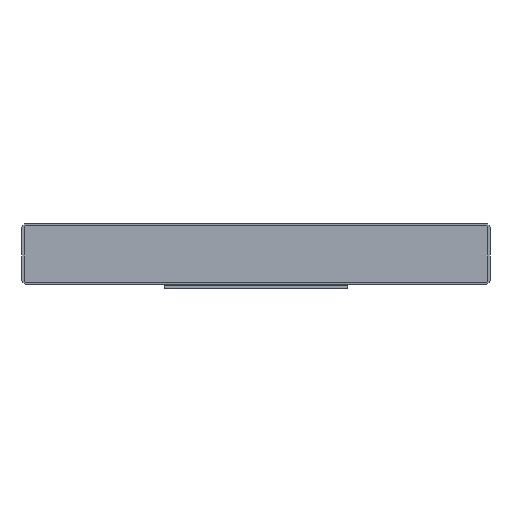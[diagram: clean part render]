
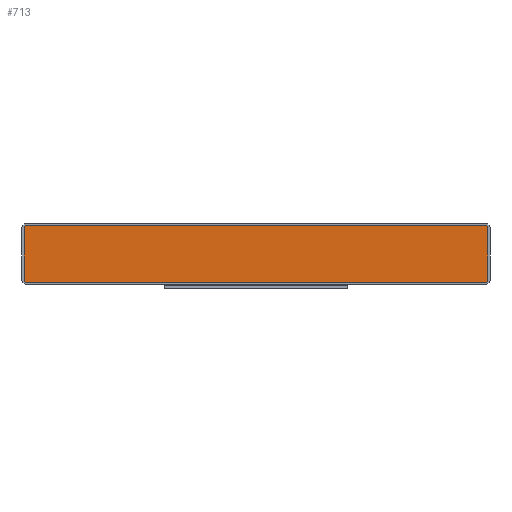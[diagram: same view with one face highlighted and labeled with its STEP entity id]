
A CAD part, front view. The second image highlights one B-rep face of the part: STEP entity #713.
In plain terms, the highlighted planar face has unit normal (0, -1, 0).
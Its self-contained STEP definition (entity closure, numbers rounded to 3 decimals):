
#57=PLANE('',#898);
#106=LINE('',#1237,#178);
#110=LINE('',#1249,#182);
#114=LINE('',#1261,#186);
#118=LINE('',#1272,#190);
#178=VECTOR('',#1030,1000.);
#182=VECTOR('',#1042,1000.);
#186=VECTOR('',#1054,1000.);
#190=VECTOR('',#1066,1000.);
#343=ORIENTED_EDGE('',*,*,#457,.F.);
#344=ORIENTED_EDGE('',*,*,#478,.F.);
#345=ORIENTED_EDGE('',*,*,#475,.F.);
#346=ORIENTED_EDGE('',*,*,#472,.F.);
#347=ORIENTED_EDGE('',*,*,#469,.F.);
#348=ORIENTED_EDGE('',*,*,#466,.F.);
#349=ORIENTED_EDGE('',*,*,#463,.F.);
#350=ORIENTED_EDGE('',*,*,#460,.F.);
#457=EDGE_CURVE('',#537,#538,#584,.T.);
#460=EDGE_CURVE('',#538,#540,#106,.T.);
#463=EDGE_CURVE('',#540,#542,#586,.T.);
#466=EDGE_CURVE('',#542,#544,#110,.T.);
#469=EDGE_CURVE('',#544,#546,#588,.T.);
#472=EDGE_CURVE('',#546,#548,#114,.T.);
#475=EDGE_CURVE('',#548,#550,#590,.T.);
#478=EDGE_CURVE('',#550,#537,#118,.T.);
#537=VERTEX_POINT('',#1230);
#538=VERTEX_POINT('',#1232);
#540=VERTEX_POINT('',#1238);
#542=VERTEX_POINT('',#1244);
#544=VERTEX_POINT('',#1250);
#546=VERTEX_POINT('',#1256);
#548=VERTEX_POINT('',#1262);
#550=VERTEX_POINT('',#1268);
#584=CIRCLE('',#884,0.1);
#586=CIRCLE('',#888,0.1);
#588=CIRCLE('',#892,0.1);
#590=CIRCLE('',#896,0.1);
#619=EDGE_LOOP('',(#343,#344,#345,#346,#347,#348,#349,#350));
#661=FACE_BOUND('',#619,.T.);
#713=ADVANCED_FACE('',(#661),#57,.F.);
#884=AXIS2_PLACEMENT_3D('',#1231,#1024,#1025);
#888=AXIS2_PLACEMENT_3D('',#1243,#1036,#1037);
#892=AXIS2_PLACEMENT_3D('',#1255,#1048,#1049);
#896=AXIS2_PLACEMENT_3D('',#1267,#1060,#1061);
#898=AXIS2_PLACEMENT_3D('',#1273,#1067,#1068);
#1024=DIRECTION('',(0.,1.,0.));
#1025=DIRECTION('',(1.,0.,0.));
#1030=DIRECTION('',(1.,0.,0.));
#1036=DIRECTION('',(0.,1.,0.));
#1037=DIRECTION('',(-1.,0.,0.));
#1042=DIRECTION('',(0.,0.,-1.));
#1048=DIRECTION('',(0.,1.,0.));
#1049=DIRECTION('',(1.,0.,0.));
#1054=DIRECTION('',(-1.,0.,0.));
#1060=DIRECTION('',(0.,1.,0.));
#1061=DIRECTION('',(1.,0.,0.));
#1066=DIRECTION('',(0.,0.,1.));
#1067=DIRECTION('',(0.,1.,0.));
#1068=DIRECTION('',(0.,0.,1.));
#1230=CARTESIAN_POINT('',(-11.4,-499.995,1.3));
#1231=CARTESIAN_POINT('',(-11.3,-499.995,1.3));
#1232=CARTESIAN_POINT('',(-11.3,-499.995,1.4));
#1237=CARTESIAN_POINT('',(-11.3,-499.995,1.4));
#1238=CARTESIAN_POINT('',(11.3,-499.995,1.4));
#1243=CARTESIAN_POINT('',(11.3,-499.995,1.3));
#1244=CARTESIAN_POINT('',(11.4,-499.995,1.3));
#1249=CARTESIAN_POINT('',(11.4,-499.995,1.3));
#1250=CARTESIAN_POINT('',(11.4,-499.995,-1.3));
#1255=CARTESIAN_POINT('',(11.3,-499.995,-1.3));
#1256=CARTESIAN_POINT('',(11.3,-499.995,-1.4));
#1261=CARTESIAN_POINT('',(11.3,-499.995,-1.4));
#1262=CARTESIAN_POINT('',(-11.3,-499.995,-1.4));
#1267=CARTESIAN_POINT('',(-11.3,-499.995,-1.3));
#1268=CARTESIAN_POINT('',(-11.4,-499.995,-1.3));
#1272=CARTESIAN_POINT('',(-11.4,-499.995,-1.3));
#1273=CARTESIAN_POINT('',(-11.3,-499.995,1.3));
